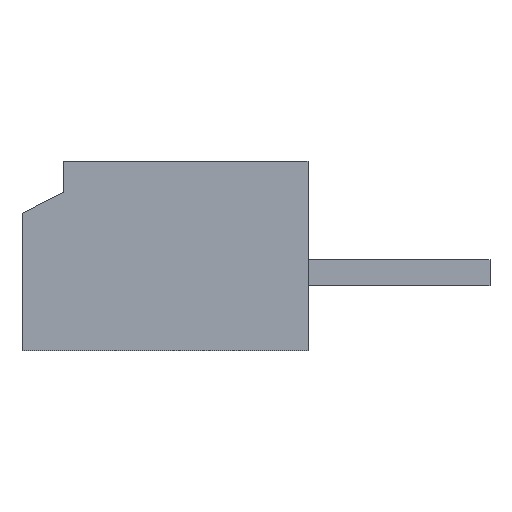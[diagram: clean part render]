
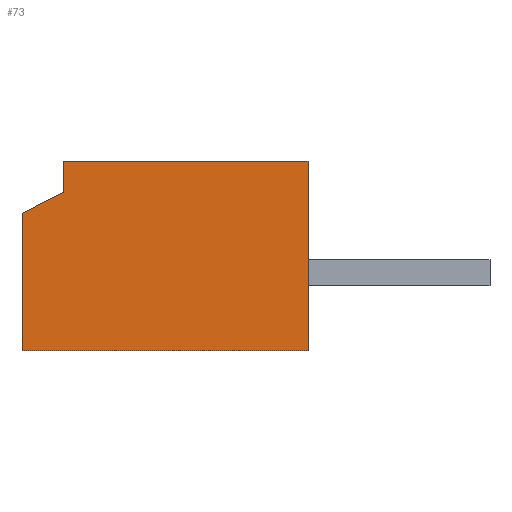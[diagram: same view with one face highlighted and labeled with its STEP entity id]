
A CAD part, left-side view. The second image highlights one B-rep face of the part: STEP entity #73.
In plain terms, the highlighted planar face has unit normal (-1, 0, 0).
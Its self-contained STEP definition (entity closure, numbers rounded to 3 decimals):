
#73=ADVANCED_FACE('',(#182),#183,.T.);
#182=FACE_OUTER_BOUND('',#370,.T.);
#183=PLANE('',#371);
#370=EDGE_LOOP('',(#641,#642,#643,#644,#645,#646));
#371=AXIS2_PLACEMENT_3D('',#647,#648,#649);
#641=ORIENTED_EDGE('',*,*,#1326,.T.);
#642=ORIENTED_EDGE('',*,*,#1327,.F.);
#643=ORIENTED_EDGE('',*,*,#1269,.T.);
#644=ORIENTED_EDGE('',*,*,#1295,.T.);
#645=ORIENTED_EDGE('',*,*,#1325,.F.);
#646=ORIENTED_EDGE('',*,*,#1328,.T.);
#647=CARTESIAN_POINT('',(-3.0,2.75,-1.825));
#648=DIRECTION('',(-1.0,0.0,0.0));
#649=DIRECTION('',(0.0,0.0,1.0));
#1269=EDGE_CURVE('',#1517,#1514,#1518,.T.);
#1295=EDGE_CURVE('',#1514,#1564,#1566,.T.);
#1325=EDGE_CURVE('',#1617,#1564,#1619,.T.);
#1326=EDGE_CURVE('',#1620,#1621,#1622,.T.);
#1327=EDGE_CURVE('',#1517,#1621,#1623,.T.);
#1328=EDGE_CURVE('',#1617,#1620,#1624,.T.);
#1514=VERTEX_POINT('',#1887);
#1517=VERTEX_POINT('',#1891);
#1518=LINE('',#1892,#1893);
#1564=VERTEX_POINT('',#1963);
#1566=LINE('',#1966,#1967);
#1617=VERTEX_POINT('',#2046);
#1619=LINE('',#2049,#2050);
#1620=VERTEX_POINT('',#2051);
#1621=VERTEX_POINT('',#2052);
#1622=LINE('',#2053,#2054);
#1623=LINE('',#2055,#2056);
#1624=LINE('',#2057,#2058);
#1887=CARTESIAN_POINT('',(-3.0,-2.75,-1.825));
#1891=CARTESIAN_POINT('',(-3.0,2.75,-1.825));
#1892=CARTESIAN_POINT('',(-3.0,2.75,-1.825));
#1893=VECTOR('',#2488,5.5);
#1963=CARTESIAN_POINT('',(-3.0,-2.75,1.825));
#1966=CARTESIAN_POINT('',(-3.0,-2.75,-1.825));
#1967=VECTOR('',#2514,3.65);
#2046=CARTESIAN_POINT('',(-3.0,1.95,1.825));
#2049=CARTESIAN_POINT('',(-3.0,1.95,1.825));
#2050=VECTOR('',#2544,4.7);
#2051=CARTESIAN_POINT('',(-3.0,1.95,1.225));
#2052=CARTESIAN_POINT('',(-3.0,2.75,0.825));
#2053=CARTESIAN_POINT('',(-3.0,1.95,1.225));
#2054=VECTOR('',#2545,0.894);
#2055=CARTESIAN_POINT('',(-3.0,2.75,-1.825));
#2056=VECTOR('',#2546,2.65);
#2057=CARTESIAN_POINT('',(-3.0,1.95,1.825));
#2058=VECTOR('',#2547,0.6);
#2488=DIRECTION('',(0.0,-1.0,0.0));
#2514=DIRECTION('',(0.0,0.0,1.0));
#2544=DIRECTION('',(0.0,-1.0,0.0));
#2545=DIRECTION('',(0.0,0.894,-0.447));
#2546=DIRECTION('',(0.0,0.0,1.0));
#2547=DIRECTION('',(0.0,0.0,-1.0));
